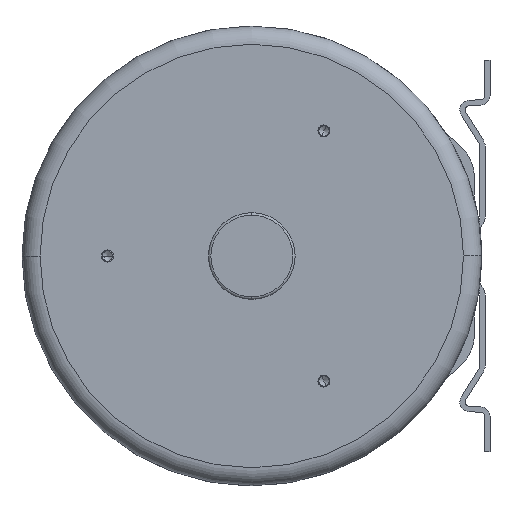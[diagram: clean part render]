
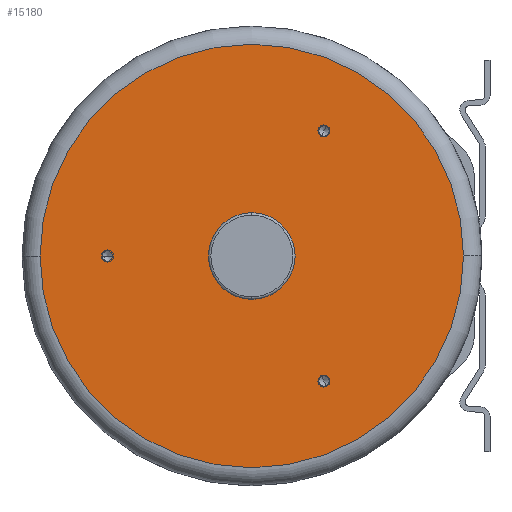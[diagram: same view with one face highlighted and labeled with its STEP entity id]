
A CAD part, left-side view. The second image highlights one B-rep face of the part: STEP entity #15180.
In plain terms, the highlighted planar face has unit normal (-1, 0, 0).
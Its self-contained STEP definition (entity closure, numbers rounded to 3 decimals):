
#315=CARTESIAN_POINT('',(-105.,0.,0.));
#316=DIRECTION('',(-1.,0.,0.));
#317=DIRECTION('',(0.,0.,1.));
#318=AXIS2_PLACEMENT_3D('',#315,#316,#317);
#320=CARTESIAN_POINT('',(-105.,0.,0.));
#321=DIRECTION('',(-1.,0.,0.));
#322=DIRECTION('',(0.,0.,-1.));
#323=AXIS2_PLACEMENT_3D('',#320,#321,#322);
#325=CARTESIAN_POINT('',(-105.,120.,0.));
#326=DIRECTION('',(-1.,0.,0.));
#327=DIRECTION('',(0.,1.,0.));
#328=AXIS2_PLACEMENT_3D('',#325,#326,#327);
#330=CARTESIAN_POINT('',(-105.,120.,0.));
#331=DIRECTION('',(-1.,0.,0.));
#332=DIRECTION('',(0.,-1.,0.));
#333=AXIS2_PLACEMENT_3D('',#330,#331,#332);
#335=CARTESIAN_POINT('',(-105.,-60.,103.923));
#336=DIRECTION('',(-1.,0.,0.));
#337=DIRECTION('',(0.,-0.5,0.866));
#338=AXIS2_PLACEMENT_3D('',#335,#336,#337);
#340=CARTESIAN_POINT('',(-105.,-60.,103.923));
#341=DIRECTION('',(-1.,0.,0.));
#342=DIRECTION('',(0.,0.5,-0.866));
#343=AXIS2_PLACEMENT_3D('',#340,#341,#342);
#345=CARTESIAN_POINT('',(-105.,-60.,-103.923));
#346=DIRECTION('',(-1.,0.,0.));
#347=DIRECTION('',(0.,-0.5,-0.866));
#348=AXIS2_PLACEMENT_3D('',#345,#346,#347);
#350=CARTESIAN_POINT('',(-105.,-60.,-103.923));
#351=DIRECTION('',(-1.,0.,0.));
#352=DIRECTION('',(0.,0.5,0.866));
#353=AXIS2_PLACEMENT_3D('',#350,#351,#352);
#355=CARTESIAN_POINT('',(-105.,0.,0.));
#356=DIRECTION('',(-1.,0.,0.));
#357=DIRECTION('',(0.,1.,0.));
#358=AXIS2_PLACEMENT_3D('',#355,#356,#357);
#360=CARTESIAN_POINT('',(-105.,0.,0.));
#361=DIRECTION('',(-1.,0.,0.));
#362=DIRECTION('',(0.,-1.,0.));
#363=AXIS2_PLACEMENT_3D('',#360,#361,#362);
#12918=CARTESIAN_POINT('',(-105.,124.25,0.));
#12919=CARTESIAN_POINT('',(-105.,115.75,0.));
#12920=VERTEX_POINT('',#12918);
#12921=VERTEX_POINT('',#12919);
#12928=CARTESIAN_POINT('',(-105.,-62.125,107.604));
#12929=CARTESIAN_POINT('',(-105.,-57.875,100.242));
#12930=VERTEX_POINT('',#12928);
#12931=VERTEX_POINT('',#12929);
#12938=CARTESIAN_POINT('',(-105.,-62.125,-107.604));
#12939=CARTESIAN_POINT('',(-105.,-57.875,-100.242));
#12940=VERTEX_POINT('',#12938);
#12941=VERTEX_POINT('',#12939);
#12952=CARTESIAN_POINT('',(-105.,0.,36.));
#12953=CARTESIAN_POINT('',(-105.,0.,-36.));
#12954=VERTEX_POINT('',#12952);
#12955=VERTEX_POINT('',#12953);
#13388=CARTESIAN_POINT('',(-105.,176.,0.));
#13389=CARTESIAN_POINT('',(-105.,-176.,0.));
#13390=VERTEX_POINT('',#13388);
#13391=VERTEX_POINT('',#13389);
#15145=CARTESIAN_POINT('',(-105.,0.,0.));
#15146=DIRECTION('',(1.,0.,0.));
#15147=DIRECTION('',(0.,-1.,0.));
#15148=AXIS2_PLACEMENT_3D('',#15145,#15146,#15147);
#15149=PLANE('',#15148);
#15151=ORIENTED_EDGE('',*,*,#15150,.F.);
#15153=ORIENTED_EDGE('',*,*,#15152,.F.);
#15154=EDGE_LOOP('',(#15151,#15153));
#15155=FACE_OUTER_BOUND('',#15154,.F.);
#15157=ORIENTED_EDGE('',*,*,#15156,.T.);
#15159=ORIENTED_EDGE('',*,*,#15158,.T.);
#15160=EDGE_LOOP('',(#15157,#15159));
#15161=FACE_BOUND('',#15160,.F.);
#15163=ORIENTED_EDGE('',*,*,#15162,.T.);
#15165=ORIENTED_EDGE('',*,*,#15164,.T.);
#15166=EDGE_LOOP('',(#15163,#15165));
#15167=FACE_BOUND('',#15166,.F.);
#15169=ORIENTED_EDGE('',*,*,#15168,.T.);
#15171=ORIENTED_EDGE('',*,*,#15170,.T.);
#15172=EDGE_LOOP('',(#15169,#15171));
#15173=FACE_BOUND('',#15172,.F.);
#15175=ORIENTED_EDGE('',*,*,#15174,.T.);
#15177=ORIENTED_EDGE('',*,*,#15176,.T.);
#15178=EDGE_LOOP('',(#15175,#15177));
#15179=FACE_BOUND('',#15178,.F.);
#15180=ADVANCED_FACE('',(#15155,#15161,#15167,#15173,#15179),#15149,.F.);
#319=CIRCLE('',#318,36.);
#324=CIRCLE('',#323,36.);
#329=CIRCLE('',#328,4.25);
#334=CIRCLE('',#333,4.25);
#339=CIRCLE('',#338,4.25);
#344=CIRCLE('',#343,4.25);
#349=CIRCLE('',#348,4.25);
#354=CIRCLE('',#353,4.25);
#359=CIRCLE('',#358,176.);
#364=CIRCLE('',#363,176.);
#15150=EDGE_CURVE('',#13390,#13391,#359,.T.);
#15152=EDGE_CURVE('',#13391,#13390,#364,.T.);
#15156=EDGE_CURVE('',#12954,#12955,#319,.T.);
#15158=EDGE_CURVE('',#12955,#12954,#324,.T.);
#15162=EDGE_CURVE('',#12920,#12921,#329,.T.);
#15164=EDGE_CURVE('',#12921,#12920,#334,.T.);
#15168=EDGE_CURVE('',#12930,#12931,#339,.T.);
#15170=EDGE_CURVE('',#12931,#12930,#344,.T.);
#15174=EDGE_CURVE('',#12940,#12941,#349,.T.);
#15176=EDGE_CURVE('',#12941,#12940,#354,.T.);
